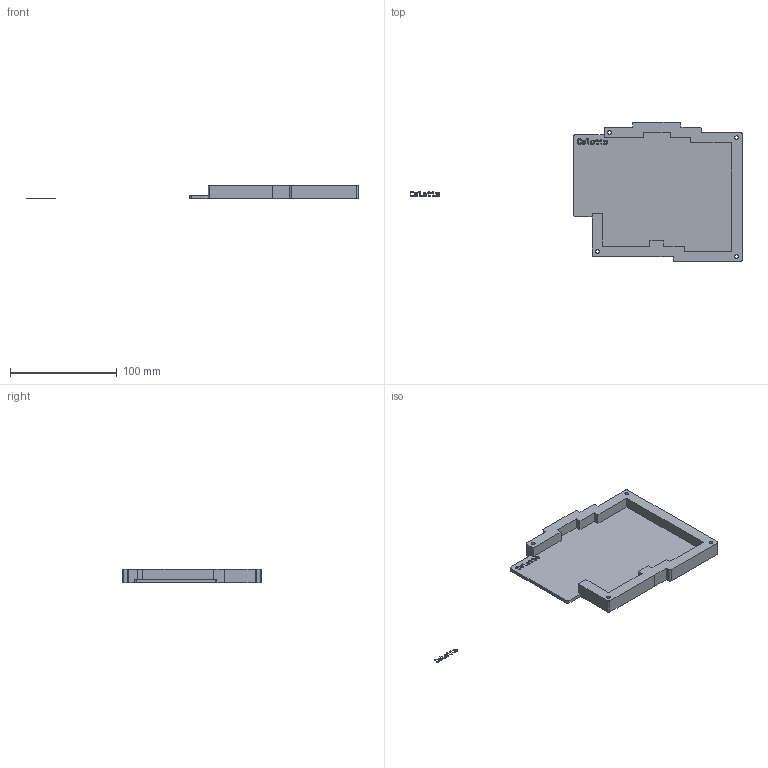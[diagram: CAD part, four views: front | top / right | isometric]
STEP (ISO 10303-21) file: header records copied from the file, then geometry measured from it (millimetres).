
FILE_DESCRIPTION(('FreeCAD Model'),'2;1');
FILE_NAME('Open CASCADE Shape Model','2025-05-23T17:55:11',(''),(''), 'Open CASCADE STEP processor 7.8','FreeCAD','Unknown');
FILE_SCHEMA(('AUTOMOTIVE_DESIGN { 1 0 10303 214 1 1 1 1 }'));
Length unit declared in the file: millimetre
Products named in the file (3): Case-right; Body002; ShapeString002
Assembly tree (2 placements, depth 2):
  Case-right
    Body002
    ShapeString002
Bounding box: 310.67 x 130.83 x 13 mm (x, y, z)
Volume: 97537.6 mm3; surface area: 48341 mm2
Topology: 1 solids, 8 shells, 223 faces, 746 edges, 546 vertices
Faces by surface type: plane 119, extrusion 86, cylinder 18
Full cylindrical faces by diameter (mm): 3.4 x4, 6 x3, 6.002 x1
Entity records: 8355 total; most frequent: CARTESIAN_POINT 2210, ORIENTED_EDGE 1346, DIRECTION 886, EDGE_CURVE 746, VERTEX_POINT 546, VECTOR 534, LINE 448, B_SPLINE_CURVE_WITH_KNOTS 348
